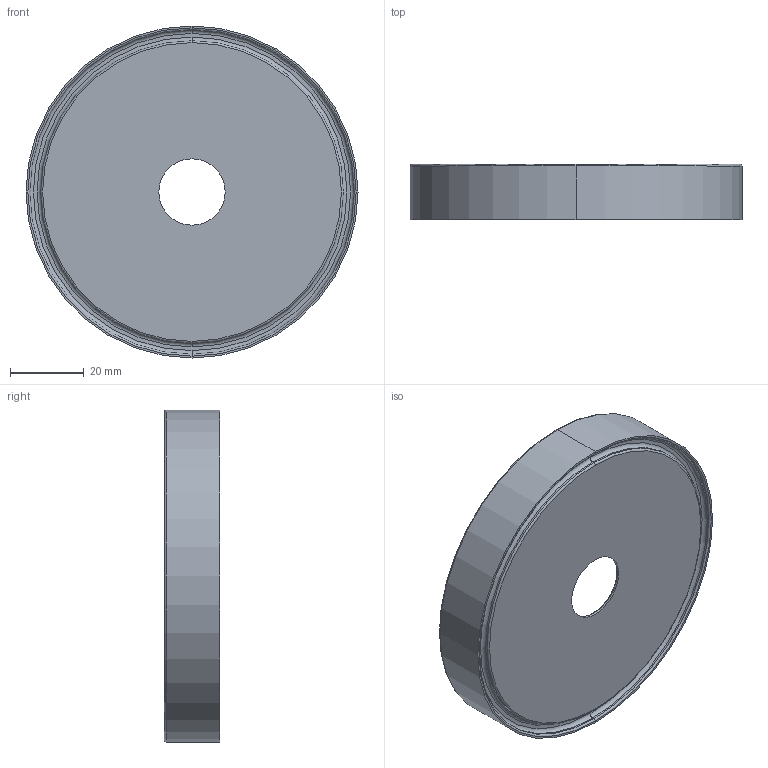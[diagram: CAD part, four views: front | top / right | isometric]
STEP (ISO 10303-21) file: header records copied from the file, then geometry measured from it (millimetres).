
FILE_DESCRIPTION (( 'STEP AP214' ), '1' );
FILE_NAME ('funnel.STEP', '2024-05-08T20:42:15', ( '' ), ( '' ), 'SwSTEP 2.0', 'SolidWorks 2023', '' );
FILE_SCHEMA (( 'AUTOMOTIVE_DESIGN' ));
Length unit declared in the file: millimetre
Products named in the file (1): funnel
Bounding box: 90 x 15 x 90 mm (x, y, z)
Volume: 42638.7 mm3; surface area: 18129 mm2
Topology: 1 solids, 1 shells, 29 faces, 60 edges, 36 vertices
Faces by surface type: torus 12, cylinder 8, plane 5, bspline 4
Entity records: 1675 total; most frequent: CARTESIAN_POINT 1032, DIRECTION 144, ORIENTED_EDGE 120, AXIS2_PLACEMENT_3D 68, EDGE_CURVE 60, CIRCLE 42, VERTEX_POINT 36, EDGE_LOOP 34
